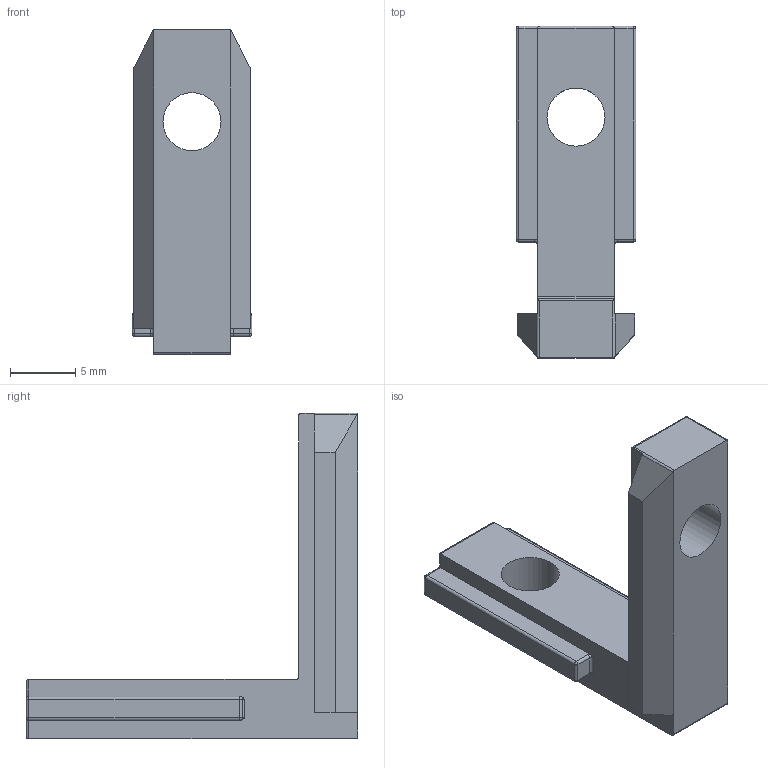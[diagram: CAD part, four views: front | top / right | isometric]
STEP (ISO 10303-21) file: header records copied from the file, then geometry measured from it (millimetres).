
FILE_DESCRIPTION(/* description */ (''),/* implementation_level */ '2;1');
FILE_NAME(/* name */ 'L Slot Corner Aluminium Profile 2020.stp',/* time_stamp */ '2025-10-17T14:52:10+07:00',/* author */ ('Hp'),/* organization */ (''),/* preprocessor_version */ 'ST-DEVELOPER v20',/* originating_system */ 'Autodesk Inventor 2024',/* authorisation */ '');
FILE_SCHEMA (('AUTOMOTIVE_DESIGN { 1 0 10303 214 3 1 1 }'));
Length unit declared in the file: millimetre
Products named in the file (1): L Slot Corner Aluminium Profile 2020
Bounding box: 9.2 x 25.5 x 25 mm (x, y, z)
Volume: 1358.2 mm3; surface area: 1291.3 mm2
Topology: 1 solids, 1 shells, 69 faces, 163 edges, 96 vertices
Faces by surface type: cylinder 31, plane 26, sphere 8, torus 4
Full cylindrical faces by diameter (mm): 4.459 x2
Entity records: 2018 total; most frequent: DIRECTION 361, CARTESIAN_POINT 349, ORIENTED_EDGE 326, EDGE_CURVE 163, AXIS2_PLACEMENT_3D 132, LINE 97, VECTOR 97, VERTEX_POINT 96
